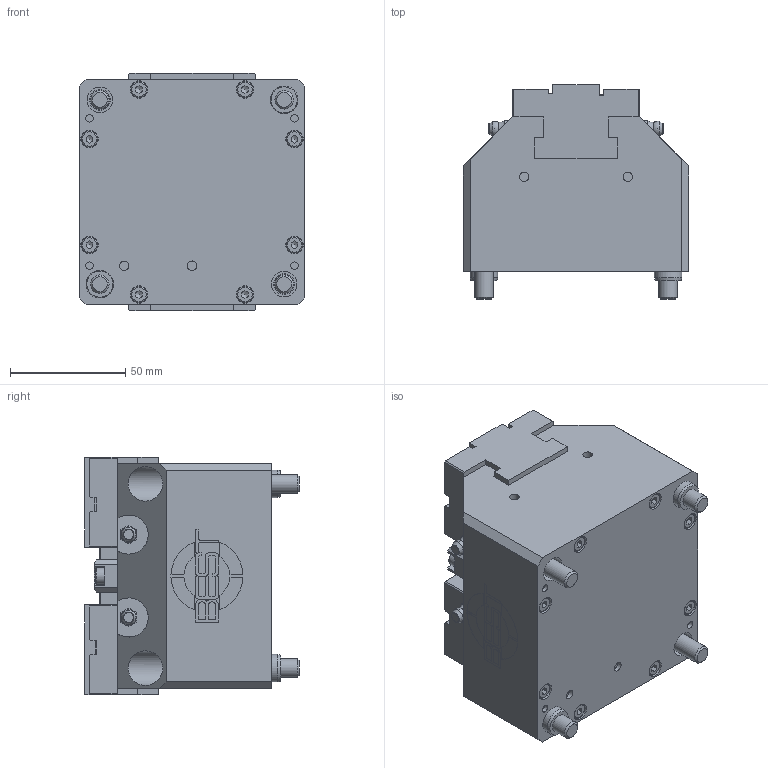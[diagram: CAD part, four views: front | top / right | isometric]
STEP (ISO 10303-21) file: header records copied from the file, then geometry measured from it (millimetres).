
FILE_DESCRIPTION(/* description */ ('Pneum. Zentrischspanner BSP-100'),/* implementation_level */ '2;1');
FILE_NAME(/* name */ '150-0100-010-Kunde (verstellbar).stp',/* time_stamp */ '2023-01-20T10:03:36+01:00',/* author */ ('Chiacchiera'),/* organization */ (''),/* preprocessor_version */ 'ST-DEVELOPER v19.2',/* originating_system */ 'Autodesk Inventor 2023',/* authorisation */ '');
FILE_SCHEMA (('AUTOMOTIVE_DESIGN { 1 0 10303 214 3 1 1 }'));
Length unit declared in the file: millimetre
Products named in the file (3): 150-0100-010-Kunde (verstellbar); 150-0100-010-Basis (verstellbar); 150-0100-010-Backe (verstellbar)
Assembly tree (3 placements, depth 2):
  150-0100-010-Kunde (verstellbar)
    150-0100-010-Basis (verstellbar)
    150-0100-010-Backe (verstellbar)  x2
Bounding box: 98 x 93 x 103.04 mm (x, y, z)
Volume: 635354.2 mm3; surface area: 87967.6 mm2
Topology: 3 solids, 5 shells, 1016 faces, 2608 edges, 1690 vertices
Faces by surface type: plane 641, cylinder 147, bspline 112, cone 86, torus 26, sphere 4
Full cylindrical faces by diameter (mm): 3.242 x6, 4 x1, 4.134 x6, 4.917 x16, 7 x10, 7.5 x8, 8 x6, 9 x2, 11 x2, 12 x2, 13 x4, 15 x4
Entity records: 29404 total; most frequent: CARTESIAN_POINT 7079, ORIENTED_EDGE 4676, DIRECTION 3975, EDGE_CURVE 2338, VERTEX_POINT 1530, LINE 1415, VECTOR 1415, AXIS2_PLACEMENT_3D 1280
